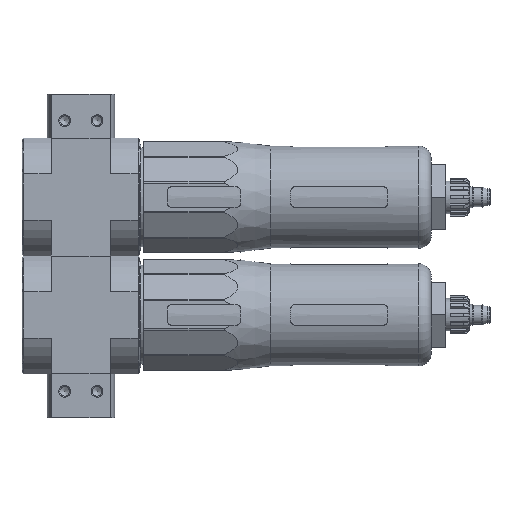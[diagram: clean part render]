
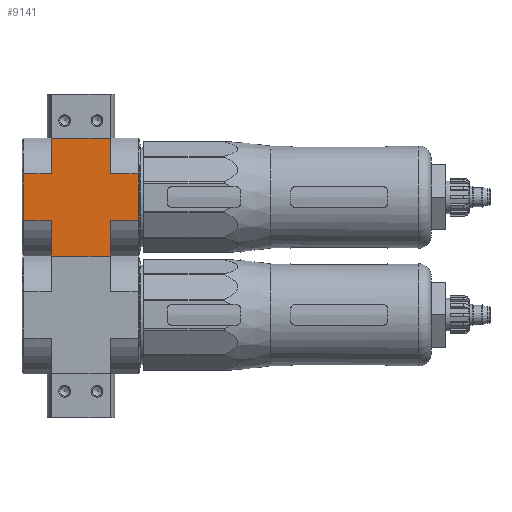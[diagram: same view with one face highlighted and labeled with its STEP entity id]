
A CAD part, left-side view. The second image highlights one B-rep face of the part: STEP entity #9141.
In plain terms, the highlighted face is planar.
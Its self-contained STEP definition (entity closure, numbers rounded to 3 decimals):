
#1926=ORIENTED_EDGE('',*,*,#4203,.T.);
#1927=ORIENTED_EDGE('',*,*,#4204,.F.);
#1928=ORIENTED_EDGE('',*,*,#4205,.T.);
#1929=ORIENTED_EDGE('',*,*,#4206,.F.);
#1930=ORIENTED_EDGE('',*,*,#4201,.T.);
#1931=ORIENTED_EDGE('',*,*,#4207,.T.);
#1932=ORIENTED_EDGE('',*,*,#4208,.F.);
#1933=ORIENTED_EDGE('',*,*,#4209,.T.);
#1934=ORIENTED_EDGE('',*,*,#4210,.F.);
#1935=ORIENTED_EDGE('',*,*,#4211,.T.);
#1936=ORIENTED_EDGE('',*,*,#4170,.F.);
#1937=ORIENTED_EDGE('',*,*,#4212,.F.);
#4170=EDGE_CURVE('',#5350,#5351,#6167,.T.);
#4201=EDGE_CURVE('',#5380,#5379,#6195,.T.);
#4203=EDGE_CURVE('',#5381,#5382,#6197,.F.);
#4204=EDGE_CURVE('',#5383,#5382,#6198,.T.);
#4205=EDGE_CURVE('',#5383,#5384,#6199,.T.);
#4206=EDGE_CURVE('',#5380,#5384,#6200,.T.);
#4207=EDGE_CURVE('',#5379,#5385,#6201,.T.);
#4208=EDGE_CURVE('',#5386,#5385,#6202,.T.);
#4209=EDGE_CURVE('',#5386,#5387,#6203,.T.);
#4210=EDGE_CURVE('',#5388,#5387,#6204,.F.);
#4211=EDGE_CURVE('',#5388,#5351,#6205,.T.);
#4212=EDGE_CURVE('',#5381,#5350,#6206,.T.);
#5350=VERTEX_POINT('',#16884);
#5351=VERTEX_POINT('',#16886);
#5379=VERTEX_POINT('',#16946);
#5380=VERTEX_POINT('',#16948);
#5381=VERTEX_POINT('',#16952);
#5382=VERTEX_POINT('',#16953);
#5383=VERTEX_POINT('',#16955);
#5384=VERTEX_POINT('',#16957);
#5385=VERTEX_POINT('',#16960);
#5386=VERTEX_POINT('',#16962);
#5387=VERTEX_POINT('',#16964);
#5388=VERTEX_POINT('',#16966);
#6167=LINE('',#16885,#6783);
#6195=LINE('',#16947,#6811);
#6197=LINE('',#16951,#6813);
#6198=LINE('',#16954,#6814);
#6199=LINE('',#16956,#6815);
#6200=LINE('',#16958,#6816);
#6201=LINE('',#16959,#6817);
#6202=LINE('',#16961,#6818);
#6203=LINE('',#16963,#6819);
#6204=LINE('',#16965,#6820);
#6205=LINE('',#16967,#6821);
#6206=LINE('',#16968,#6822);
#6783=VECTOR('',#13928,1000.);
#6811=VECTOR('',#13966,1000.);
#6813=VECTOR('',#13970,1000.);
#6814=VECTOR('',#13971,1000.);
#6815=VECTOR('',#13972,1000.);
#6816=VECTOR('',#13973,1000.);
#6817=VECTOR('',#13974,1000.);
#6818=VECTOR('',#13975,1000.);
#6819=VECTOR('',#13976,1000.);
#6820=VECTOR('',#13977,1000.);
#6821=VECTOR('',#13978,1000.);
#6822=VECTOR('',#13979,1000.);
#7410=EDGE_LOOP('',(#1926,#1927,#1928,#1929,#1930,#1931,#1932,#1933,#1934,
#1935,#1936,#1937));
#8171=FACE_BOUND('',#7410,.T.);
#8764=PLANE('',#12301);
#9141=ADVANCED_FACE('',(#8171),#8764,.F.);
#12301=AXIS2_PLACEMENT_3D('',#16950,#13968,#13969);
#13928=DIRECTION('',(0.,-1.,0.));
#13966=DIRECTION('',(0.,-1.,0.));
#13968=DIRECTION('',(0.,0.,1.));
#13969=DIRECTION('',(1.,0.,0.));
#13970=DIRECTION('',(0.,-1.,0.));
#13971=DIRECTION('',(-1.,0.,0.));
#13972=DIRECTION('',(0.,-1.,0.));
#13973=DIRECTION('',(-1.,0.,0.));
#13974=DIRECTION('',(-1.,0.,0.));
#13975=DIRECTION('',(0.,1.,0.));
#13976=DIRECTION('',(-1.,0.,0.));
#13977=DIRECTION('',(0.,1.,0.));
#13978=DIRECTION('',(-1.,0.,0.));
#13979=DIRECTION('',(-1.,0.,0.));
#16884=CARTESIAN_POINT('',(-20.,10.,-20.));
#16885=CARTESIAN_POINT('',(-20.,20.,-20.));
#16886=CARTESIAN_POINT('',(-20.,-10.,-20.));
#16946=CARTESIAN_POINT('',(20.,-10.,-20.));
#16947=CARTESIAN_POINT('',(20.,20.,-20.));
#16948=CARTESIAN_POINT('',(20.,10.,-20.));
#16950=CARTESIAN_POINT('',(20.,20.,-20.));
#16951=CARTESIAN_POINT('',(-7.89,30.,-20.));
#16952=CARTESIAN_POINT('',(-7.89,10.,-20.));
#16953=CARTESIAN_POINT('',(-7.89,19.5,-20.));
#16954=CARTESIAN_POINT('',(20.,19.5,-20.));
#16955=CARTESIAN_POINT('',(7.89,19.5,-20.));
#16956=CARTESIAN_POINT('',(7.89,30.,-20.));
#16957=CARTESIAN_POINT('',(7.89,10.,-20.));
#16958=CARTESIAN_POINT('',(20.,10.,-20.));
#16959=CARTESIAN_POINT('',(20.,-10.,-20.));
#16960=CARTESIAN_POINT('',(7.89,-10.,-20.));
#16961=CARTESIAN_POINT('',(7.89,-30.,-20.));
#16962=CARTESIAN_POINT('',(7.89,-19.5,-20.));
#16963=CARTESIAN_POINT('',(20.,-19.5,-20.));
#16964=CARTESIAN_POINT('',(-7.89,-19.5,-20.));
#16965=CARTESIAN_POINT('',(-7.89,-30.,-20.));
#16966=CARTESIAN_POINT('',(-7.89,-10.,-20.));
#16967=CARTESIAN_POINT('',(20.,-10.,-20.));
#16968=CARTESIAN_POINT('',(20.,10.,-20.));
